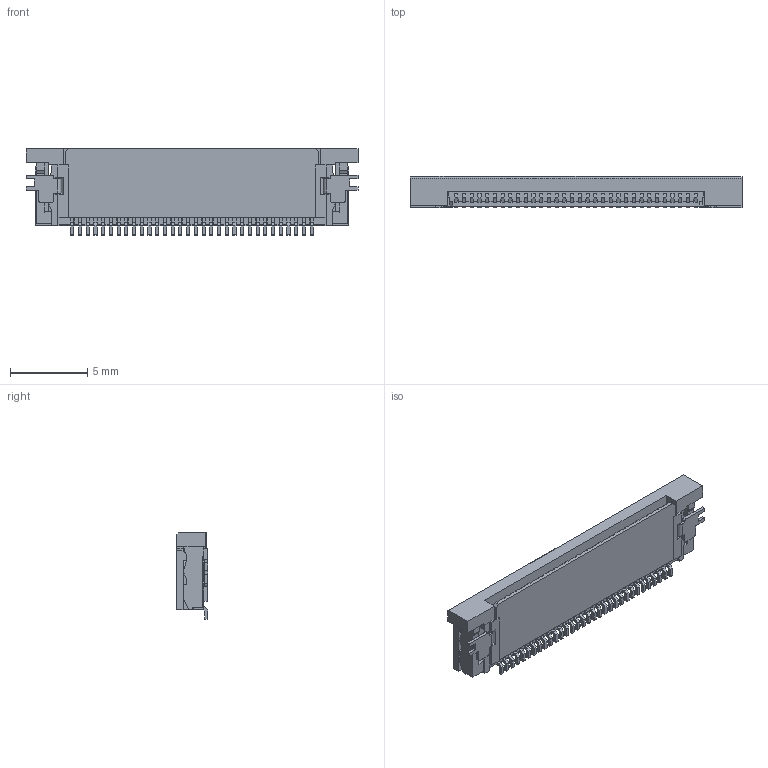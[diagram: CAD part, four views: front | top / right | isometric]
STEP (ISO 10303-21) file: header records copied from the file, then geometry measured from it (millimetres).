
FILE_DESCRIPTION((''),'2;1');
FILE_NAME('541323262','2019-04-29T',('gga'),(''),'PRO/ENGINEER BY PARAMETRIC TECHNOLOGY CORPORATION, 2016010','PRO/ENGINEER BY PARAMETRIC TECHNOLOGY CORPORATION, 2016010','');
FILE_SCHEMA(('CONFIG_CONTROL_DESIGN'));
Length unit declared in the file: millimetre
Products named in the file (1): 541323262
Bounding box: 21.5 x 2.05 x 5.6 mm (x, y, z)
Volume: 153.2 mm3; surface area: 895.1 mm2
Topology: 1 solids, 1 shells, 1901 faces, 5593 edges, 3736 vertices
Faces by surface type: plane 1763, cylinder 138
Entity records: 62052 total; most frequent: CARTESIAN_POINT 11103, ORIENTED_EDGE 10906, DIRECTION 9673, EDGE_CURVE 5453, VECTOR 5309, LINE 5309, VERTEX_POINT 3596, AXIS2_PLACEMENT_3D 2182
